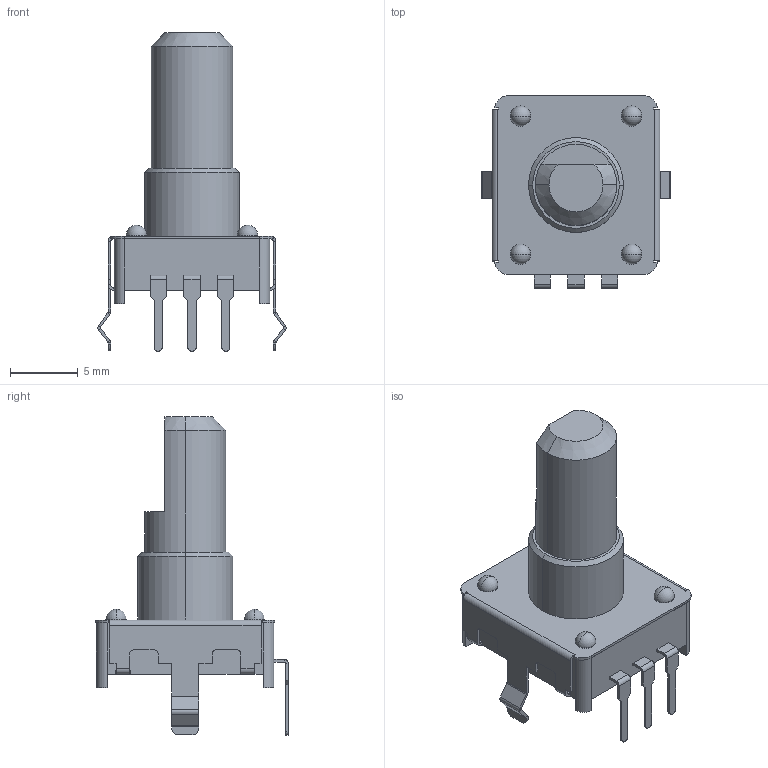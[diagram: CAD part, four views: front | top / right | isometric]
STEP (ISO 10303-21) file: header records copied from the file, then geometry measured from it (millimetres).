
FILE_DESCRIPTION (( 'STEP AP214' ), '1' );
FILE_NAME ('SW-TH_EC12E24104A6-L13.2-W12.4-H20.0-P2.5-LS14.0.step', '2022-07-26T16:57:08', ( '' ), ( '' ), 'SwSTEP 2.0', 'SolidWorks 2020', '' );
FILE_SCHEMA (( 'AUTOMOTIVE_DESIGN' ));
Length unit declared in the file: millimetre
Products named in the file (1): SW-TH_EC12E24104A6-L13.2-W12.4-H20.0-P2.5-LS14.0
Bounding box: 13.9 x 14.2 x 23.5 mm (x, y, z)
Volume: 1057.6 mm3; surface area: 1038.3 mm2
Topology: 14 solids, 14 shells, 598 faces, 1534 edges, 972 vertices
Faces by surface type: plane 389, bspline 112, cylinder 84, sphere 8, cone 5
Entity records: 24661 total; most frequent: CARTESIAN_POINT 5195, ORIENTED_EDGE 3036, DIRECTION 2445, EDGE_CURVE 1518, VECTOR 1105, LINE 1105, VERTEX_POINT 964, AXIS2_PLACEMENT_3D 670
